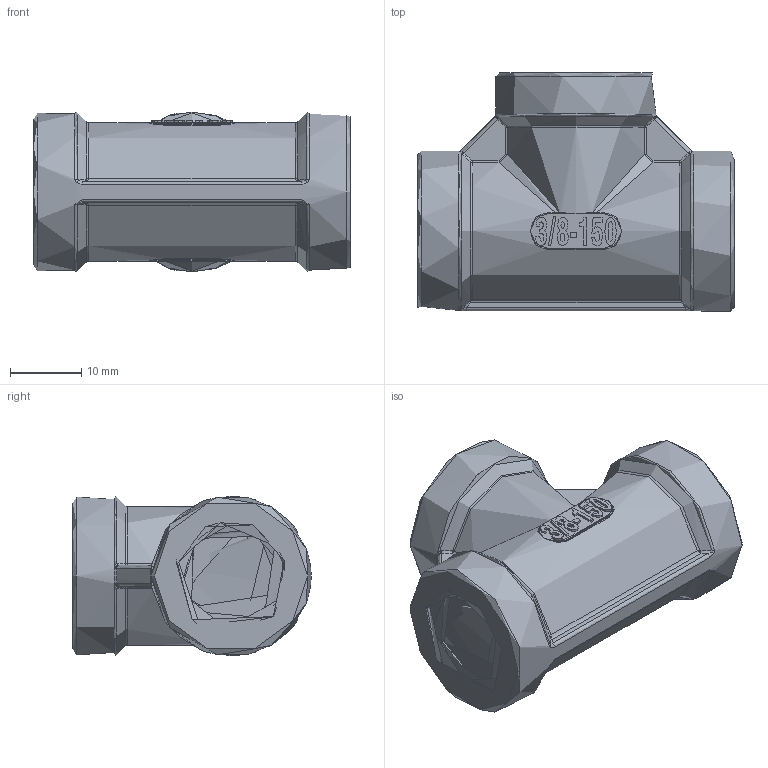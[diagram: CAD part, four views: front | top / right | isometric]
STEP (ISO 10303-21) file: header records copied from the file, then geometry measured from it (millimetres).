
FILE_DESCRIPTION(/* description */ (''),/* implementation_level */ '2;1');
FILE_NAME(/* name */ 't_38_es_e.stp',/* time_stamp */ '2017-09-07T15:36:24+02:00',/* author */ ('Hamoud'),/* organization */ (''),/* preprocessor_version */ 'ST-DEVELOPER v15.6',/* originating_system */ 'Autodesk Inventor LT ',/* authorisation */ '');
FILE_SCHEMA (('AUTOMOTIVE_DESIGN { 1 0 10303 214 3 1 1 }'));
Products named in the file (1): C04-TEE DN10
Bounding box: 44.5 x 33.5 x 22.47 mm (x, y, z)
Volume: 8764.1 mm3; surface area: 8528 mm2
Topology: 1 solids, 1 shells, 362 faces, 905 edges, 554 vertices
Faces by surface type: bspline 218, plane 53, cylinder 43, torus 27, cone 17, sphere 4
Full cylindrical faces by diameter (mm): 14 x2, 22.5 x2
Entity records: 35960 total; most frequent: CARTESIAN_POINT 28678, ORIENTED_EDGE 1746, DIRECTION 1141, EDGE_CURVE 873, VERTEX_POINT 537, AXIS2_PLACEMENT_3D 451, EDGE_LOOP 384, FACE_OUTER_BOUND 359
